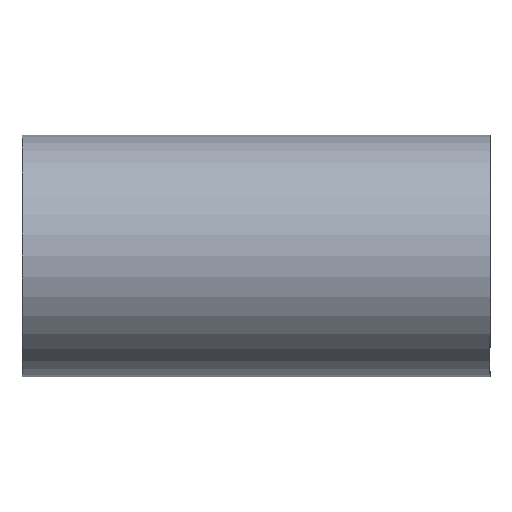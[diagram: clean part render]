
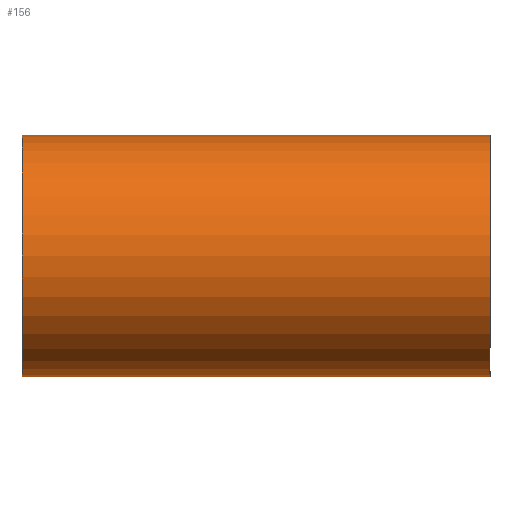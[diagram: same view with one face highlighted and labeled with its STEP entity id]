
A CAD part, front view. The second image highlights one B-rep face of the part: STEP entity #156.
In plain terms, the highlighted cylindrical face has radius 50.8 mm (diameter 101.6 mm), a full revolution.
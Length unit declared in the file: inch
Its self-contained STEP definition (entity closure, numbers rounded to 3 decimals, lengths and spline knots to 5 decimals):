
#18=FACE_BOUND('',#48,.T.);
#25=LINE('',#453,#30);
#30=VECTOR('',#216,2.);
#34=CYLINDRICAL_SURFACE('',#185,2.);
#39=FACE_OUTER_BOUND('',#47,.T.);
#47=EDGE_LOOP('',(#123,#124,#125,#126,#127,#128));
#48=EDGE_LOOP('',(#129));
#60=B_SPLINE_CURVE_WITH_KNOTS('',3,(#414,#415,#416,#417,#418,#419,#420,
#421,#422,#423,#424,#425,#426,#427,#428,#429,#430,#431,#432,#433,#434,#435,
#436,#437,#438,#439,#440),.UNSPECIFIED.,.T.,.F.,(4,1,1,1,1,1,1,1,1,1,1,
1,1,1,1,1,1,1,1,1,1,1,1,1,4),(-24.3021,-23.43417,-22.56624,
-20.83037,-19.67313,-18.51589,-17.35864,
-16.2014,-15.04416,-13.88691,-12.72967,
-12.15105,-11.57243,-10.99381,-10.41519,
-9.25794,-8.1007,-6.94346,-5.78621,
-4.62897,-4.05035,-3.47173,-1.73586,
-0.86793,0.),.UNSPECIFIED.);
#65=CIRCLE('',#186,2.);
#66=CIRCLE('',#187,2.);
#67=CIRCLE('',#188,2.);
#68=CIRCLE('',#189,2.);
#74=VERTEX_POINT('',#379);
#79=VERTEX_POINT('',#448);
#80=VERTEX_POINT('',#449);
#81=VERTEX_POINT('',#452);
#82=VERTEX_POINT('',#454);
#93=EDGE_CURVE('',#74,#74,#60,.T.);
#97=EDGE_CURVE('',#79,#80,#65,.T.);
#98=EDGE_CURVE('',#80,#79,#66,.T.);
#99=EDGE_CURVE('',#80,#81,#25,.T.);
#100=EDGE_CURVE('',#81,#82,#67,.T.);
#101=EDGE_CURVE('',#82,#81,#68,.T.);
#123=ORIENTED_EDGE('',*,*,#97,.F.);
#124=ORIENTED_EDGE('',*,*,#98,.F.);
#125=ORIENTED_EDGE('',*,*,#99,.T.);
#126=ORIENTED_EDGE('',*,*,#100,.T.);
#127=ORIENTED_EDGE('',*,*,#101,.T.);
#128=ORIENTED_EDGE('',*,*,#99,.F.);
#129=ORIENTED_EDGE('',*,*,#93,.F.);
#156=ADVANCED_FACE('',(#39,#18),#34,.T.);
#185=AXIS2_PLACEMENT_3D('',#447,#210,#211);
#186=AXIS2_PLACEMENT_3D('',#450,#212,#213);
#187=AXIS2_PLACEMENT_3D('',#451,#214,#215);
#188=AXIS2_PLACEMENT_3D('',#455,#217,#218);
#189=AXIS2_PLACEMENT_3D('',#456,#219,#220);
#210=DIRECTION('center_axis',(-1.,0.,0.));
#211=DIRECTION('ref_axis',(0.,0.,1.));
#212=DIRECTION('center_axis',(-1.,0.,0.));
#213=DIRECTION('ref_axis',(0.,0.,1.));
#214=DIRECTION('center_axis',(-1.,0.,0.));
#215=DIRECTION('ref_axis',(0.,0.,1.));
#216=DIRECTION('',(1.,0.,0.));
#217=DIRECTION('center_axis',(-1.,0.,0.));
#218=DIRECTION('ref_axis',(0.,0.,1.));
#219=DIRECTION('center_axis',(-1.,0.,0.));
#220=DIRECTION('ref_axis',(0.,0.,1.));
#379=CARTESIAN_POINT('',(0.,1.30549,-1.51515));
#414=CARTESIAN_POINT('Ctrl Pts',(0.,1.30549,
-1.51515));
#415=CARTESIAN_POINT('Ctrl Pts',(-0.12279,1.30549,-1.51515));
#416=CARTESIAN_POINT('Ctrl Pts',(-0.3678,1.33967,-1.48645));
#417=CARTESIAN_POINT('Ctrl Pts',(-0.80458,1.50316,-1.33082));
#418=CARTESIAN_POINT('Ctrl Pts',(-1.18578,1.73454,-1.0367));
#419=CARTESIAN_POINT('Ctrl Pts',(-1.46726,1.92961,-0.58593));
#420=CARTESIAN_POINT('Ctrl Pts',(-1.58389,2.01601,-0.12226));
#421=CARTESIAN_POINT('Ctrl Pts',(-1.54373,1.9859,0.3613));
#422=CARTESIAN_POINT('Ctrl Pts',(-1.35971,1.85314,0.7904));
#423=CARTESIAN_POINT('Ctrl Pts',(-1.07073,1.66218,1.1312));
#424=CARTESIAN_POINT('Ctrl Pts',(-0.70177,1.45856,1.3774));
#425=CARTESIAN_POINT('Ctrl Pts',(-0.32785,1.32791,1.49609));
#426=CARTESIAN_POINT('Ctrl Pts',(0.00017,1.29798,
1.52152));
#427=CARTESIAN_POINT('Ctrl Pts',(0.24543,1.32042,1.50247));
#428=CARTESIAN_POINT('Ctrl Pts',(0.47791,1.38024,1.44854));
#429=CARTESIAN_POINT('Ctrl Pts',(0.76281,1.49235,1.33648));
#430=CARTESIAN_POINT('Ctrl Pts',(1.07094,1.66224,1.13119));
#431=CARTESIAN_POINT('Ctrl Pts',(1.35958,1.85307,0.79042));
#432=CARTESIAN_POINT('Ctrl Pts',(1.5438,1.98604,0.36138));
#433=CARTESIAN_POINT('Ctrl Pts',(1.58389,2.0158,-0.12222));
#434=CARTESIAN_POINT('Ctrl Pts',(1.48661,1.94423,-0.5086));
#435=CARTESIAN_POINT('Ctrl Pts',(1.34675,1.84579,-0.77919));
#436=CARTESIAN_POINT('Ctrl Pts',(1.12706,1.69922,-1.08184));
#437=CARTESIAN_POINT('Ctrl Pts',(0.80463,1.50299,-1.33088));
#438=CARTESIAN_POINT('Ctrl Pts',(0.36778,1.33974,-1.48643));
#439=CARTESIAN_POINT('Ctrl Pts',(0.12279,1.30549,-1.51515));
#440=CARTESIAN_POINT('Ctrl Pts',(0.,1.30549,
-1.51515));
#447=CARTESIAN_POINT('Origin',(0.,0.,0.));
#448=CARTESIAN_POINT('',(-3.875,0.,2.));
#449=CARTESIAN_POINT('',(-3.875,0.,-2.));
#450=CARTESIAN_POINT('Origin',(-3.875,0.,0.));
#451=CARTESIAN_POINT('Origin',(-3.875,0.,0.));
#452=CARTESIAN_POINT('',(3.875,0.,-2.));
#453=CARTESIAN_POINT('',(0.,0.,-2.));
#454=CARTESIAN_POINT('',(3.875,0.,2.));
#455=CARTESIAN_POINT('Origin',(3.875,0.,0.));
#456=CARTESIAN_POINT('Origin',(3.875,0.,0.));
